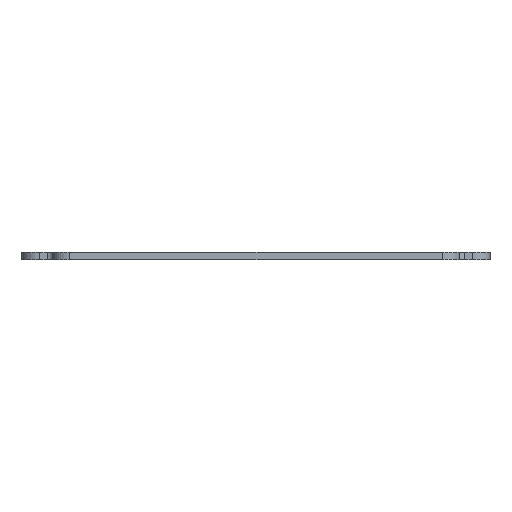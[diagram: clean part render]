
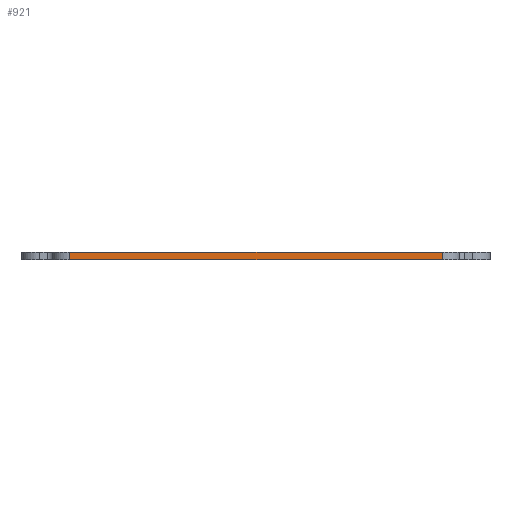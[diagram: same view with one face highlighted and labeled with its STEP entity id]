
A CAD part, front view. The second image highlights one B-rep face of the part: STEP entity #921.
In plain terms, the highlighted planar face has unit normal (0, -1, 0).
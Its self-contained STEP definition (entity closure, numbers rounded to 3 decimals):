
#894 = VERTEX_POINT('',#895);
#895 = CARTESIAN_POINT('',(92.721,12.814,1.429));
#902 = EDGE_CURVE('',#903,#894,#905,.T.);
#903 = VERTEX_POINT('',#904);
#904 = CARTESIAN_POINT('',(92.721,12.814,0.));
#905 = LINE('',#906,#907);
#906 = CARTESIAN_POINT('',(92.721,12.814,0.));
#907 = VECTOR('',#908,1.);
#908 = DIRECTION('',(0.,0.,1.));
#921 = ADVANCED_FACE('',(#922),#947,.T.);
#922 = FACE_BOUND('',#923,.T.);
#923 = EDGE_LOOP('',(#924,#925,#933,#941));
#924 = ORIENTED_EDGE('',*,*,#902,.T.);
#925 = ORIENTED_EDGE('',*,*,#926,.T.);
#926 = EDGE_CURVE('',#894,#927,#929,.T.);
#927 = VERTEX_POINT('',#928);
#928 = CARTESIAN_POINT('',(25.071,12.814,1.429));
#929 = LINE('',#930,#931);
#930 = CARTESIAN_POINT('',(92.721,12.814,1.429));
#931 = VECTOR('',#932,1.);
#932 = DIRECTION('',(-1.,0.,0.));
#933 = ORIENTED_EDGE('',*,*,#934,.F.);
#934 = EDGE_CURVE('',#935,#927,#937,.T.);
#935 = VERTEX_POINT('',#936);
#936 = CARTESIAN_POINT('',(25.071,12.814,0.));
#937 = LINE('',#938,#939);
#938 = CARTESIAN_POINT('',(25.071,12.814,0.));
#939 = VECTOR('',#940,1.);
#940 = DIRECTION('',(0.,0.,1.));
#941 = ORIENTED_EDGE('',*,*,#942,.F.);
#942 = EDGE_CURVE('',#903,#935,#943,.T.);
#943 = LINE('',#944,#945);
#944 = CARTESIAN_POINT('',(92.721,12.814,0.));
#945 = VECTOR('',#946,1.);
#946 = DIRECTION('',(-1.,0.,0.));
#947 = PLANE('',#948);
#948 = AXIS2_PLACEMENT_3D('',#949,#950,#951);
#949 = CARTESIAN_POINT('',(92.721,12.814,0.));
#950 = DIRECTION('',(0.,-1.,0.));
#951 = DIRECTION('',(-1.,0.,0.));
